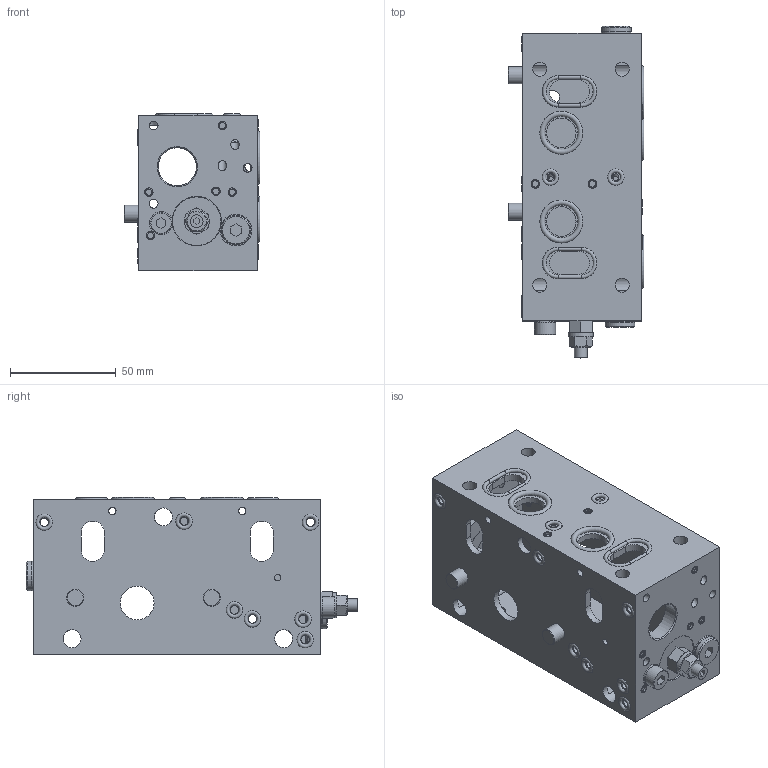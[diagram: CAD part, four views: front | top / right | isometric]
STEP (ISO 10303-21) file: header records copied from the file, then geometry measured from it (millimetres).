
FILE_DESCRIPTION(/* description */ ('Unknown'),/* implementation_level */ '2;1');
FILE_NAME(/* name */ 'AP-1620-315F-G',/* time_stamp */ '2021-05-19T11:06:47+02:00',/* author */ ('Unknown'),/* organization */ ('Unknown'),/* preprocessor_version */ 'ST-DEVELOPER v16.7',/* originating_system */ 'Solid Edge',/* authorisation */ 'Unknown');
FILE_SCHEMA (('AUTOMOTIVE_DESIGN {1 0 10303 214 3 1 1}'));
Length unit declared in the file: millimetre
Products named in the file (60): AP-1620-315F-G; AP-1620-E01-001-U_oa_0; WU-4604-040_oa_1; WU-4604-040_oa_2; WU-4604-040_oa_3; WU-4604-040_oa_4; WU-4604-040_oa_5; WU-4604-040_oa_6; WU-4604-040_oa_7; WU-4604-040_oa_8; WU-4604-040_oa_9; WU-4604-040_oa_10; WU-4604-040_oa_11; WU-4604-040_oa_12; WU-4604-040_oa_13; WU-4604-040_oa_14; WU-4604-040_oa_15; WU-4604-041_oa_16; WW-5311-006_oa_17; WS-0041-100_oa_18; WS-0041-100_oa_19; WS-0051-060_oa_20; WW-5440-002_oa_21; WT-2000-067; WU-1506-008_oa_22; WT-3001-624_oa_23; WT-2601-624_oa_24; AP-1620-001-035-A_oa_25; AP-1620-001-037-A_oa_26; AP-1620-001-039-A_oa_27; AP-1620-001-002-A_oa_28; AP-1620-001-003_oa_29; WT-3001-624_oa_30; WT-2601-624_oa_31; WV-2400-706; WV-7306-040_oa_32; WU-4208-012_oa_33; WU-4208-012_oa_34; HR-0111-105_oa_35; HR-0111-105_oa_36 ...
Assembly tree (73 placements, depth 3):
  AP-1620-315F-G
    AP-1620-E01-001-U_oa_0
    WU-4604-040_oa_1
    WU-4604-040_oa_2
    WU-4604-040_oa_3
    WU-4604-040_oa_4
    WU-4604-040_oa_5
    WU-4604-040_oa_6
    WU-4604-040_oa_7
    WU-4604-040_oa_8
    WU-4604-040_oa_9
    WU-4604-040_oa_10
    WU-4604-040_oa_11
    WU-4604-040_oa_12
    WU-4604-040_oa_13
    WU-4604-040_oa_14
    WU-4604-040_oa_15
    WU-4604-041_oa_16
    WW-5311-006_oa_17
    WS-0041-100_oa_18
    WS-0041-100_oa_19
    WS-0051-060_oa_20
    WW-5440-002_oa_21
    WT-2000-067
    WU-1506-008_oa_22
    WT-3001-624_oa_23
    WT-2601-624_oa_24
    AP-1620-001-035-A_oa_25
    AP-1620-001-037-A_oa_26
    AP-1620-001-039-A_oa_27
    AP-1620-001-002-A_oa_28
    AP-1620-001-003_oa_29
    WT-3001-624_oa_30
    WT-2601-624_oa_31
    WV-2400-706
    WV-7306-040_oa_32
    WU-4208-012_oa_33
    WU-4208-012_oa_34
    HR-0111-105_oa_35
    HR-0111-105_oa_36
    WT-2600-310_oa_37
    WT-2600-310
    WT-2600-516  x13
    WT-2601-624  x2
    WT-2601-724
    WT-2602-124  x2
    WW-5440-002_oa_38
    WX-2130-020_oa_39
      wechselventil_oa_40
      kogel_oa_41
      WX-2130-020 O-RING_oa_42
      WX-2130-020 O-RING_oa_43
    WT-2601-916_oa_44
    WT-2601-916_oa_45
    AP-1620-001-007-B_oa_46
    WX-2130-020_oa_47
      wechselventil_oa_48
      kogel_oa_49
      WX-2130-020 O-RING_oa_50
      WX-2130-020 O-RING_oa_51
Bounding box: 64.31 x 157.1 x 74.32 mm (x, y, z)
Volume: 154930.2 mm3; surface area: 94088 mm2
Topology: 51 solids, 51 shells, 1077 faces, 2141 edges, 1470 vertices
Faces by surface type: plane 516, cylinder 480, cone 49, torus 32
Full cylindrical faces by diameter (mm): 1.567 x4, 1.78 x4, 2 x7, 3 x18, 3.5 x6, 3.75 x145, 4 x189, 4.134 x6, 4.917 x3, 5 x4, 6 x2, 6.647 x5, 6.7 x1, 7.8 x13, 8 x8, 8.5 x3, 8.566 x2, 8.7 x2, 9.728 x2, 10 x2, 11.8 x1, 12 x2, 13.8 x2, 14 x6, 15 x1, 16 x2, 17.145 x1, 18 x2, 20.35 x2, 21 x4
Entity records: 25452 total; most frequent: DIRECTION 4643, CARTESIAN_POINT 3961, ORIENTED_EDGE 2754, AXIS2_PLACEMENT_3D 2169, FACE_BOUND 2094, EDGE_LOOP 2082, EDGE_CURVE 1377, VERTEX_POINT 1247
